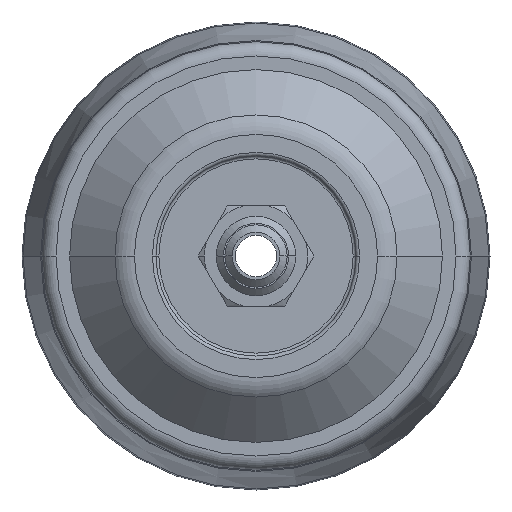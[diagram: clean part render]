
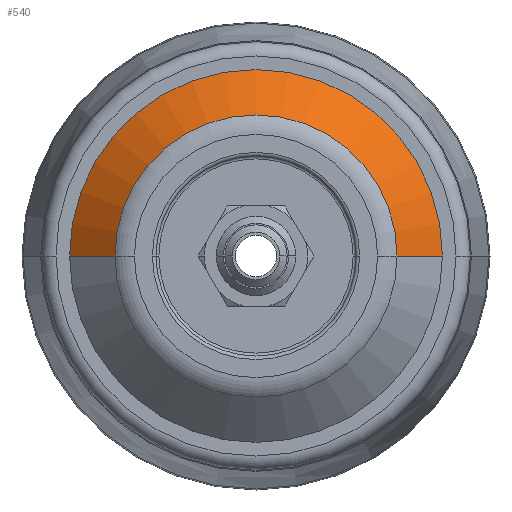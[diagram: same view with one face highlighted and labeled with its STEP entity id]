
A CAD part, left-side view. The second image highlights one B-rep face of the part: STEP entity #540.
In plain terms, the highlighted conical face has half-angle 46.975 degrees and reference radius 26.091 mm.
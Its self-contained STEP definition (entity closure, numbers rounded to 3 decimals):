
#173 = DIRECTION ( 'NONE',  ( 0., 1., 0. ) ) ;
#244 = ORIENTED_EDGE ( 'NONE', *, *, #3173, .T. ) ;
#302 = CARTESIAN_POINT ( 'NONE',  ( -42., -26.091, 0. ) ) ;
#414 = DIRECTION ( 'NONE',  ( 1., 0., 0. ) ) ;
#438 = CARTESIAN_POINT ( 'NONE',  ( -47.924, 19.744, 0. ) ) ;
#540 = ADVANCED_FACE ( 'NONE', ( #1329 ), #1394, .T. ) ;
#582 = VECTOR ( 'NONE', #1998, 1000. ) ;
#727 = ORIENTED_EDGE ( 'NONE', *, *, #863, .F. ) ;
#770 = AXIS2_PLACEMENT_3D ( 'NONE', #1287, #789, #3062 ) ;
#789 = DIRECTION ( 'NONE',  ( 1., 0., 0. ) ) ;
#863 = EDGE_CURVE ( 'NONE', #2354, #2605, #2517, .T. ) ;
#941 = CARTESIAN_POINT ( 'NONE',  ( -42., -26.091, 0. ) ) ;
#1091 = VECTOR ( 'NONE', #2859, 1000. ) ;
#1146 = VERTEX_POINT ( 'NONE', #438 ) ;
#1287 = CARTESIAN_POINT ( 'NONE',  ( -42., 0., 0. ) ) ;
#1311 = VERTEX_POINT ( 'NONE', #1941 ) ;
#1329 = FACE_OUTER_BOUND ( 'NONE', #1977, .T. ) ;
#1394 = CONICAL_SURFACE ( 'NONE', #1446, 26.091, 0.82 ) ;
#1446 = AXIS2_PLACEMENT_3D ( 'NONE', #3054, #414, #173 ) ;
#1564 = ORIENTED_EDGE ( 'NONE', *, *, #1632, .F. ) ;
#1632 = EDGE_CURVE ( 'NONE', #1146, #2354, #3140, .T. ) ;
#1754 = CARTESIAN_POINT ( 'NONE',  ( -42., 26.091, 0. ) ) ;
#1891 = CARTESIAN_POINT ( 'NONE',  ( -42., 26.091, 0. ) ) ;
#1941 = CARTESIAN_POINT ( 'NONE',  ( -47.924, -19.744, 0. ) ) ;
#1977 = EDGE_LOOP ( 'NONE', ( #2502, #244, #727, #1564 ) ) ;
#1998 = DIRECTION ( 'NONE',  ( 0.682, -0.731, 0. ) ) ;
#2010 = CIRCLE ( 'NONE', #2312, 19.744 ) ;
#2179 = DIRECTION ( 'NONE',  ( 1., 0., 0. ) ) ;
#2312 = AXIS2_PLACEMENT_3D ( 'NONE', #2895, #2179, #3158 ) ;
#2354 = VERTEX_POINT ( 'NONE', #1754 ) ;
#2502 = ORIENTED_EDGE ( 'NONE', *, *, #3002, .T. ) ;
#2517 = CIRCLE ( 'NONE', #770, 26.091 ) ;
#2605 = VERTEX_POINT ( 'NONE', #941 ) ;
#2734 = LINE ( 'NONE', #302, #582 ) ;
#2859 = DIRECTION ( 'NONE',  ( 0.682, 0.731, 0. ) ) ;
#2895 = CARTESIAN_POINT ( 'NONE',  ( -47.924, 0., 0. ) ) ;
#3002 = EDGE_CURVE ( 'NONE', #1146, #1311, #2010, .T. ) ;
#3054 = CARTESIAN_POINT ( 'NONE',  ( -42., 0., 0. ) ) ;
#3062 = DIRECTION ( 'NONE',  ( 0., 1., 0. ) ) ;
#3140 = LINE ( 'NONE', #1891, #1091 ) ;
#3158 = DIRECTION ( 'NONE',  ( 0., -1., 0. ) ) ;
#3173 = EDGE_CURVE ( 'NONE', #1311, #2605, #2734, .T. ) ;
